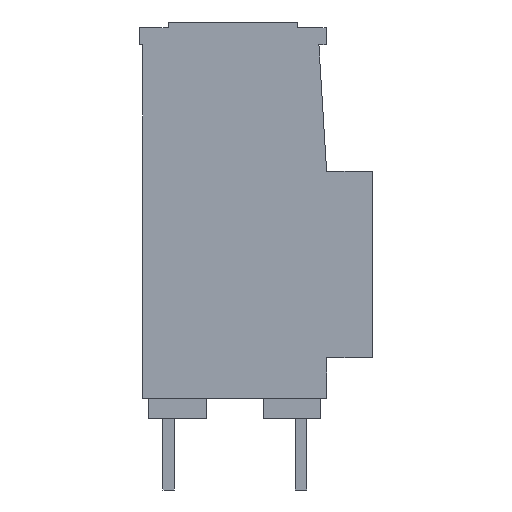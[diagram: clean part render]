
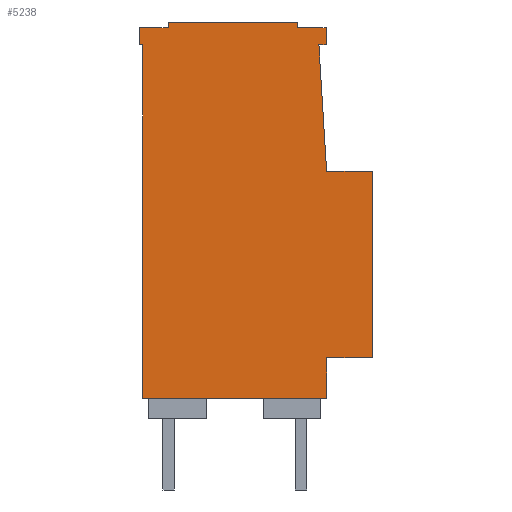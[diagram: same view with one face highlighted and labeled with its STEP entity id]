
A CAD part, left-side view. The second image highlights one B-rep face of the part: STEP entity #5238.
In plain terms, the highlighted planar face has unit normal (-1, 0, 0).
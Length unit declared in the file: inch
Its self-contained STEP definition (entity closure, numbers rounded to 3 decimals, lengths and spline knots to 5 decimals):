
#318=FACE_OUTER_BOUND('',#590,.T.);
#590=EDGE_LOOP('',(#3468,#3469,#3470,#3471,#3472,#3473,#3474,#3475,#3476,
#3477,#3478,#3479,#3480,#3481,#3482,#3483));
#884=LINE('',#7306,#1538);
#885=LINE('',#7308,#1539);
#886=LINE('',#7310,#1540);
#887=LINE('',#7312,#1541);
#888=LINE('',#7314,#1542);
#889=LINE('',#7316,#1543);
#890=LINE('',#7318,#1544);
#891=LINE('',#7320,#1545);
#892=LINE('',#7322,#1546);
#893=LINE('',#7324,#1547);
#894=LINE('',#7326,#1548);
#895=LINE('',#7328,#1549);
#896=LINE('',#7330,#1550);
#897=LINE('',#7332,#1551);
#898=LINE('',#7334,#1552);
#899=LINE('',#7335,#1553);
#1538=VECTOR('',#5902,0.06);
#1539=VECTOR('',#5903,0.1);
#1540=VECTOR('',#5904,0.02);
#1541=VECTOR('',#5905,0.45);
#1542=VECTOR('',#5906,0.02);
#1543=VECTOR('',#5907,0.1);
#1544=VECTOR('',#5908,0.06);
#1545=VECTOR('',#5909,0.012);
#1546=VECTOR('',#5910,1.23);
#1547=VECTOR('',#5911,0.64);
#1548=VECTOR('',#5912,0.14);
#1549=VECTOR('',#5913,0.16);
#1550=VECTOR('',#5914,0.65);
#1551=VECTOR('',#5915,0.16);
#1552=VECTOR('',#5916,0.44083);
#1553=VECTOR('',#5917,0.025);
#2192=VERTEX_POINT('',#7304);
#2193=VERTEX_POINT('',#7305);
#2194=VERTEX_POINT('',#7307);
#2195=VERTEX_POINT('',#7309);
#2196=VERTEX_POINT('',#7311);
#2197=VERTEX_POINT('',#7313);
#2198=VERTEX_POINT('',#7315);
#2199=VERTEX_POINT('',#7317);
#2200=VERTEX_POINT('',#7319);
#2201=VERTEX_POINT('',#7321);
#2202=VERTEX_POINT('',#7323);
#2203=VERTEX_POINT('',#7325);
#2204=VERTEX_POINT('',#7327);
#2205=VERTEX_POINT('',#7329);
#2206=VERTEX_POINT('',#7331);
#2207=VERTEX_POINT('',#7333);
#2700=EDGE_CURVE('',#2192,#2193,#884,.T.);
#2701=EDGE_CURVE('',#2194,#2192,#885,.T.);
#2702=EDGE_CURVE('',#2195,#2194,#886,.T.);
#2703=EDGE_CURVE('',#2196,#2195,#887,.T.);
#2704=EDGE_CURVE('',#2197,#2196,#888,.T.);
#2705=EDGE_CURVE('',#2198,#2197,#889,.T.);
#2706=EDGE_CURVE('',#2199,#2198,#890,.T.);
#2707=EDGE_CURVE('',#2200,#2199,#891,.T.);
#2708=EDGE_CURVE('',#2201,#2200,#892,.T.);
#2709=EDGE_CURVE('',#2202,#2201,#893,.T.);
#2710=EDGE_CURVE('',#2203,#2202,#894,.T.);
#2711=EDGE_CURVE('',#2204,#2203,#895,.T.);
#2712=EDGE_CURVE('',#2205,#2204,#896,.T.);
#2713=EDGE_CURVE('',#2206,#2205,#897,.T.);
#2714=EDGE_CURVE('',#2207,#2206,#898,.T.);
#2715=EDGE_CURVE('',#2193,#2207,#899,.T.);
#3468=ORIENTED_EDGE('',*,*,#2700,.F.);
#3469=ORIENTED_EDGE('',*,*,#2701,.F.);
#3470=ORIENTED_EDGE('',*,*,#2702,.F.);
#3471=ORIENTED_EDGE('',*,*,#2703,.F.);
#3472=ORIENTED_EDGE('',*,*,#2704,.F.);
#3473=ORIENTED_EDGE('',*,*,#2705,.F.);
#3474=ORIENTED_EDGE('',*,*,#2706,.F.);
#3475=ORIENTED_EDGE('',*,*,#2707,.F.);
#3476=ORIENTED_EDGE('',*,*,#2708,.F.);
#3477=ORIENTED_EDGE('',*,*,#2709,.F.);
#3478=ORIENTED_EDGE('',*,*,#2710,.F.);
#3479=ORIENTED_EDGE('',*,*,#2711,.F.);
#3480=ORIENTED_EDGE('',*,*,#2712,.F.);
#3481=ORIENTED_EDGE('',*,*,#2713,.F.);
#3482=ORIENTED_EDGE('',*,*,#2714,.F.);
#3483=ORIENTED_EDGE('',*,*,#2715,.F.);
#5004=PLANE('',#5524);
#5238=ADVANCED_FACE('',(#318),#5004,.F.);
#5524=AXIS2_PLACEMENT_3D('',#7303,#5900,#5901);
#5900=DIRECTION('center_axis',(1.,0.,0.));
#5901=DIRECTION('ref_axis',(0.,1.,0.));
#5902=DIRECTION('',(0.,0.,-1.));
#5903=DIRECTION('',(0.,-1.,0.));
#5904=DIRECTION('',(0.,0.,-1.));
#5905=DIRECTION('',(0.,-1.,0.));
#5906=DIRECTION('',(0.,0.,1.));
#5907=DIRECTION('',(0.,-1.,0.));
#5908=DIRECTION('',(0.,0.,1.));
#5909=DIRECTION('',(0.,1.,0.));
#5910=DIRECTION('',(0.,0.,1.));
#5911=DIRECTION('',(0.,1.,0.));
#5912=DIRECTION('',(0.,0.,-1.));
#5913=DIRECTION('',(0.,1.,0.));
#5914=DIRECTION('',(0.,0.,-1.));
#5915=DIRECTION('',(0.,-1.,0.));
#5916=DIRECTION('',(0.,-0.061,-0.998));
#5917=DIRECTION('',(0.,1.,0.));
#7303=CARTESIAN_POINT('Origin',(-0.625,0.007,0.));
#7304=CARTESIAN_POINT('',(-0.625,-0.318,1.36));
#7305=CARTESIAN_POINT('',(-0.625,-0.318,1.3));
#7306=CARTESIAN_POINT('',(-0.625,-0.318,1.36));
#7307=CARTESIAN_POINT('',(-0.625,-0.218,1.36));
#7308=CARTESIAN_POINT('',(-0.625,-0.218,1.36));
#7309=CARTESIAN_POINT('',(-0.625,-0.218,1.38));
#7310=CARTESIAN_POINT('',(-0.625,-0.218,1.38));
#7311=CARTESIAN_POINT('',(-0.625,0.232,1.38));
#7312=CARTESIAN_POINT('',(-0.625,0.232,1.38));
#7313=CARTESIAN_POINT('',(-0.625,0.232,1.36));
#7314=CARTESIAN_POINT('',(-0.625,0.232,1.36));
#7315=CARTESIAN_POINT('',(-0.625,0.332,1.36));
#7316=CARTESIAN_POINT('',(-0.625,0.332,1.36));
#7317=CARTESIAN_POINT('',(-0.625,0.332,1.3));
#7318=CARTESIAN_POINT('',(-0.625,0.332,1.3));
#7319=CARTESIAN_POINT('',(-0.625,0.32,1.3));
#7320=CARTESIAN_POINT('',(-0.625,0.32,1.3));
#7321=CARTESIAN_POINT('',(-0.625,0.32,0.07));
#7322=CARTESIAN_POINT('',(-0.625,0.32,0.07));
#7323=CARTESIAN_POINT('',(-0.625,-0.32,0.07));
#7324=CARTESIAN_POINT('',(-0.625,-0.32,0.07));
#7325=CARTESIAN_POINT('',(-0.625,-0.32,0.21));
#7326=CARTESIAN_POINT('',(-0.625,-0.32,0.21));
#7327=CARTESIAN_POINT('',(-0.625,-0.48,0.21));
#7328=CARTESIAN_POINT('',(-0.625,-0.48,0.21));
#7329=CARTESIAN_POINT('',(-0.625,-0.48,0.86));
#7330=CARTESIAN_POINT('',(-0.625,-0.48,0.86));
#7331=CARTESIAN_POINT('',(-0.625,-0.32,0.86));
#7332=CARTESIAN_POINT('',(-0.625,-0.32,0.86));
#7333=CARTESIAN_POINT('',(-0.625,-0.293,1.3));
#7334=CARTESIAN_POINT('',(-0.625,-0.293,1.3));
#7335=CARTESIAN_POINT('',(-0.625,-0.318,1.3));
